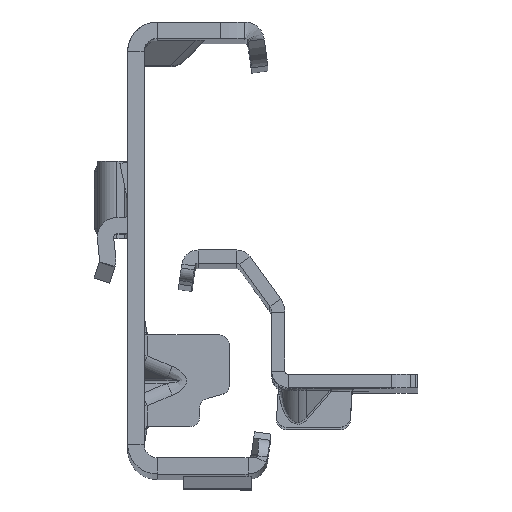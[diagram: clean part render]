
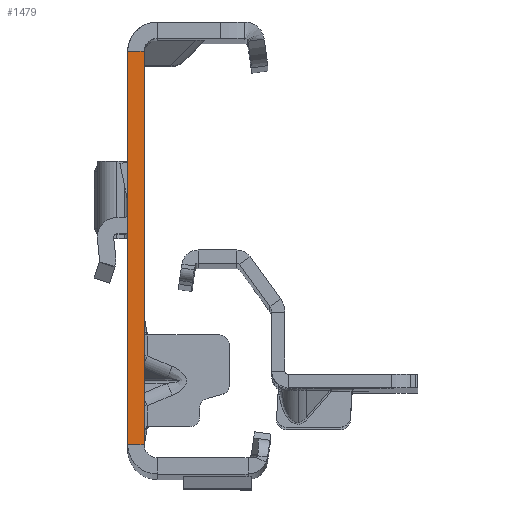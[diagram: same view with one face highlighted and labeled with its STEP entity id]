
A CAD part, top view. The second image highlights one B-rep face of the part: STEP entity #1479.
In plain terms, the highlighted planar face has unit normal (0, 0, 1).
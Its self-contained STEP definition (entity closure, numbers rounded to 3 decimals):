
#941 = FACE_OUTER_BOUND ( 'NONE', #14855, .T. ) ;
#999 = LINE ( 'NONE', #10580, #15849 ) ;
#1223 = CARTESIAN_POINT ( 'NONE',  ( -2.5, -32., 0. ) ) ;
#1479 = ADVANCED_FACE ( 'NONE', ( #941 ), #6518, .T. ) ;
#1853 = EDGE_CURVE ( 'NONE', #7074, #3514, #12391, .T. ) ;
#2182 = VECTOR ( 'NONE', #2575, 1000. ) ;
#2575 = DIRECTION ( 'NONE',  ( 0., -1., 0. ) ) ;
#3239 = EDGE_CURVE ( 'NONE', #4117, #7074, #7529, .T. ) ;
#3514 = VERTEX_POINT ( 'NONE', #6190 ) ;
#4117 = VERTEX_POINT ( 'NONE', #9603 ) ;
#4582 = CARTESIAN_POINT ( 'NONE',  ( 0., -32., 0. ) ) ;
#4714 = EDGE_CURVE ( 'NONE', #8680, #3514, #999, .T. ) ;
#4793 = AXIS2_PLACEMENT_3D ( 'NONE', #1223, #9414, #12052 ) ;
#5909 = ORIENTED_EDGE ( 'NONE', *, *, #1853, .T. ) ;
#6190 = CARTESIAN_POINT ( 'NONE',  ( -2.5, -30., 0. ) ) ;
#6216 = DIRECTION ( 'NONE',  ( -1., 0., 0. ) ) ;
#6518 = PLANE ( 'NONE',  #4793 ) ;
#6800 = CARTESIAN_POINT ( 'NONE',  ( -2.5, 30., 0. ) ) ;
#7074 = VERTEX_POINT ( 'NONE', #6800 ) ;
#7529 = LINE ( 'NONE', #17241, #14399 ) ;
#8680 = VERTEX_POINT ( 'NONE', #13208 ) ;
#9227 = DIRECTION ( 'NONE',  ( -1., 0., 0. ) ) ;
#9414 = DIRECTION ( 'NONE',  ( 0., 0., 1. ) ) ;
#9603 = CARTESIAN_POINT ( 'NONE',  ( 0., 30., 0. ) ) ;
#9857 = LINE ( 'NONE', #4582, #13143 ) ;
#10580 = CARTESIAN_POINT ( 'NONE',  ( 0., -30., 0. ) ) ;
#12052 = DIRECTION ( 'NONE',  ( 1., 0., 0. ) ) ;
#12391 = LINE ( 'NONE', #13865, #2182 ) ;
#12992 = EDGE_CURVE ( 'NONE', #4117, #8680, #9857, .T. ) ;
#13143 = VECTOR ( 'NONE', #16865, 1000. ) ;
#13208 = CARTESIAN_POINT ( 'NONE',  ( 0., -30., 0. ) ) ;
#13711 = ORIENTED_EDGE ( 'NONE', *, *, #4714, .F. ) ;
#13865 = CARTESIAN_POINT ( 'NONE',  ( -2.5, -32., 0. ) ) ;
#14019 = ORIENTED_EDGE ( 'NONE', *, *, #12992, .F. ) ;
#14399 = VECTOR ( 'NONE', #9227, 1000. ) ;
#14855 = EDGE_LOOP ( 'NONE', ( #14019, #15337, #5909, #13711 ) ) ;
#15337 = ORIENTED_EDGE ( 'NONE', *, *, #3239, .T. ) ;
#15849 = VECTOR ( 'NONE', #6216, 1000. ) ;
#16865 = DIRECTION ( 'NONE',  ( 0., -1., 0. ) ) ;
#17241 = CARTESIAN_POINT ( 'NONE',  ( 0., 30., 0. ) ) ;
